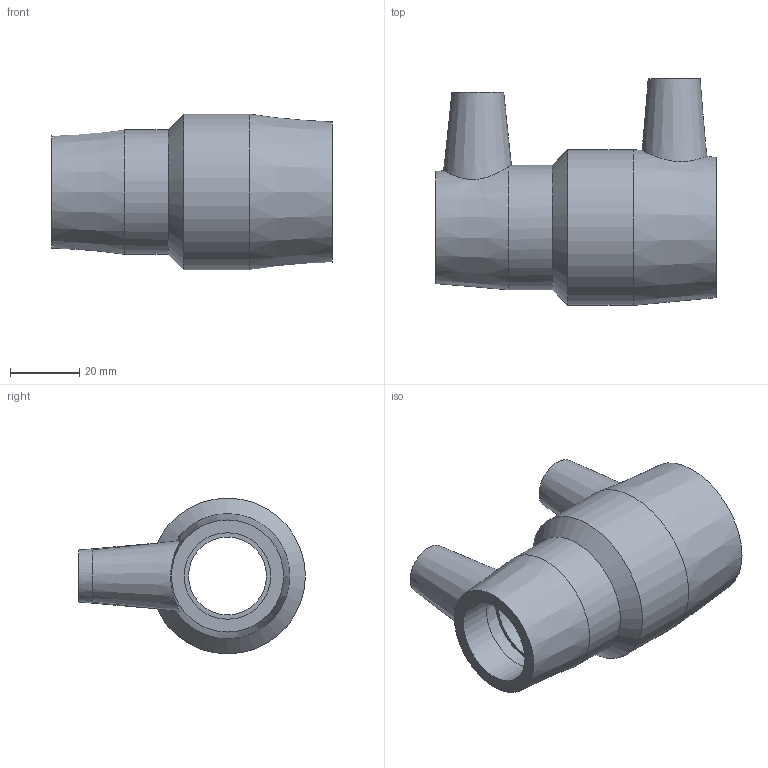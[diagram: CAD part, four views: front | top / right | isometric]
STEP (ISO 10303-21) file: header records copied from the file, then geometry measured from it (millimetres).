
FILE_DESCRIPTION(/* description */ ('PLASSON REDUCING COUPLER 32-25'),/* implementation_level */ '2;1');
FILE_NAME(/* name */ '491104032025.ipt.stp',/* time_stamp */ '2017-11-06T09:12:28+02:00',/* author */ ('KIM'),/* organization */ (''),/* preprocessor_version */ 'ST-DEVELOPER v15.6',/* originating_system */ 'Autodesk Inventor 2015',/* authorisation */ '');
FILE_SCHEMA (('AUTOMOTIVE_DESIGN { 1 0 10303 214 3 1 1 }'));
Length unit declared in the file: millimetre
Products named in the file (1): 491104032025
Bounding box: 81 x 65.5 x 45 mm (x, y, z)
Volume: 57673.1 mm3; surface area: 22456.4 mm2
Topology: 1 solids, 1 shells, 32 faces, 61 edges, 39 vertices
Faces by surface type: plane 12, cylinder 11, cone 9
Full cylindrical faces by diameter (mm): 4 x2, 10 x2, 22.5 x1, 25 x2, 32 x2, 36 x1, 45 x1
Entity records: 748 total; most frequent: CARTESIAN_POINT 175, DIRECTION 126, ORIENTED_EDGE 68, AXIS2_PLACEMENT_3D 63, EDGE_LOOP 62, EDGE_CURVE 34, FACE_OUTER_BOUND 32, VERTEX_POINT 32
